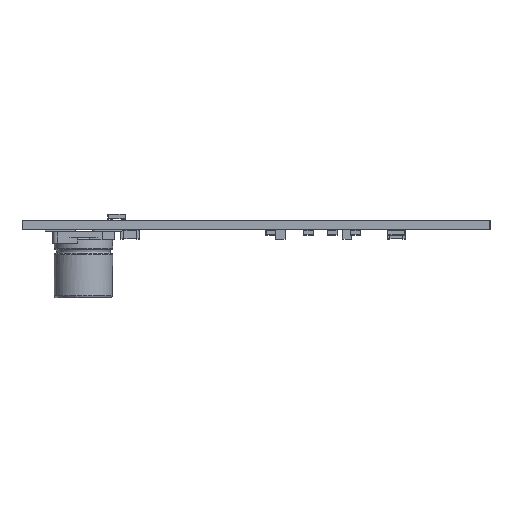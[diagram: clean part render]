
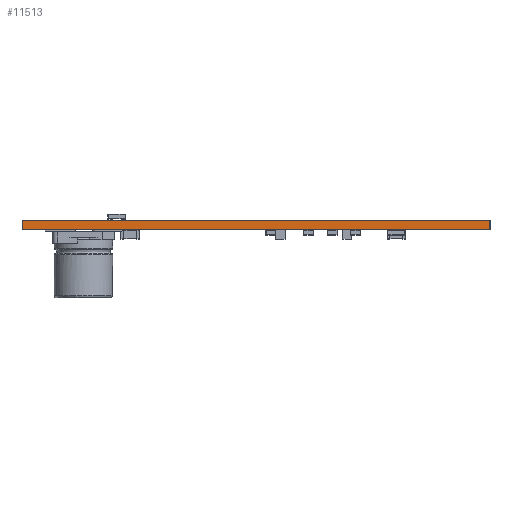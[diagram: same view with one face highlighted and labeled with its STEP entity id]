
A CAD part, left-side view. The second image highlights one B-rep face of the part: STEP entity #11513.
In plain terms, the highlighted planar face has unit normal (-1, 0, 0).
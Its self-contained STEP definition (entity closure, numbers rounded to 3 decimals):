
#11332 = PLANE('',#11333);
#11333 = AXIS2_PLACEMENT_3D('',#11334,#11335,#11336);
#11334 = CARTESIAN_POINT('',(176.2,-73.5,0.));
#11335 = DIRECTION('',(0.,-1.,0.));
#11336 = DIRECTION('',(-1.,0.,0.));
#11357 = VERTEX_POINT('',#11358);
#11358 = CARTESIAN_POINT('',(116.2,-73.5,0.8));
#11372 = PLANE('',#11373);
#11373 = AXIS2_PLACEMENT_3D('',#11374,#11375,#11376);
#11374 = CARTESIAN_POINT('',(176.2,-73.5,0.8));
#11375 = DIRECTION('',(0.,0.,-1.));
#11376 = DIRECTION('',(-1.,0.,0.));
#11384 = EDGE_CURVE('',#11385,#11357,#11387,.T.);
#11385 = VERTEX_POINT('',#11386);
#11386 = CARTESIAN_POINT('',(116.2,-73.5,0.));
#11387 = SURFACE_CURVE('',#11388,(#11392,#11399),.PCURVE_S1.);
#11388 = LINE('',#11389,#11390);
#11389 = CARTESIAN_POINT('',(116.2,-73.5,0.));
#11390 = VECTOR('',#11391,1.);
#11391 = DIRECTION('',(0.,0.,1.));
#11392 = PCURVE('',#11332,#11393);
#11393 = DEFINITIONAL_REPRESENTATION('',(#11394),#11398);
#11394 = LINE('',#11395,#11396);
#11395 = CARTESIAN_POINT('',(60.,0.));
#11396 = VECTOR('',#11397,1.);
#11397 = DIRECTION('',(0.,-1.));
#11398 = ( GEOMETRIC_REPRESENTATION_CONTEXT(2) 
PARAMETRIC_REPRESENTATION_CONTEXT() REPRESENTATION_CONTEXT('2D SPACE',''
  ) );
#11399 = PCURVE('',#11400,#11405);
#11400 = PLANE('',#11401);
#11401 = AXIS2_PLACEMENT_3D('',#11402,#11403,#11404);
#11402 = CARTESIAN_POINT('',(116.2,-73.5,0.));
#11403 = DIRECTION('',(1.,0.,0.));
#11404 = DIRECTION('',(0.,-1.,0.));
#11405 = DEFINITIONAL_REPRESENTATION('',(#11406),#11410);
#11406 = LINE('',#11407,#11408);
#11407 = CARTESIAN_POINT('',(0.,0.));
#11408 = VECTOR('',#11409,1.);
#11409 = DIRECTION('',(0.,-1.));
#11410 = ( GEOMETRIC_REPRESENTATION_CONTEXT(2) 
PARAMETRIC_REPRESENTATION_CONTEXT() REPRESENTATION_CONTEXT('2D SPACE',''
  ) );
#11426 = PLANE('',#11427);
#11427 = AXIS2_PLACEMENT_3D('',#11428,#11429,#11430);
#11428 = CARTESIAN_POINT('',(176.2,-73.5,0.));
#11429 = DIRECTION('',(0.,0.,-1.));
#11430 = DIRECTION('',(-1.,0.,0.));
#11459 = PLANE('',#11460);
#11460 = AXIS2_PLACEMENT_3D('',#11461,#11462,#11463);
#11461 = CARTESIAN_POINT('',(116.2,-113.5,0.));
#11462 = DIRECTION('',(0.,1.,0.));
#11463 = DIRECTION('',(1.,0.,0.));
#11513 = ADVANCED_FACE('',(#11514),#11400,.F.);
#11514 = FACE_BOUND('',#11515,.F.);
#11515 = EDGE_LOOP('',(#11516,#11517,#11540,#11563));
#11516 = ORIENTED_EDGE('',*,*,#11384,.T.);
#11517 = ORIENTED_EDGE('',*,*,#11518,.T.);
#11518 = EDGE_CURVE('',#11357,#11519,#11521,.T.);
#11519 = VERTEX_POINT('',#11520);
#11520 = CARTESIAN_POINT('',(116.2,-113.5,0.8));
#11521 = SURFACE_CURVE('',#11522,(#11526,#11533),.PCURVE_S1.);
#11522 = LINE('',#11523,#11524);
#11523 = CARTESIAN_POINT('',(116.2,-73.5,0.8));
#11524 = VECTOR('',#11525,1.);
#11525 = DIRECTION('',(0.,-1.,0.));
#11526 = PCURVE('',#11400,#11527);
#11527 = DEFINITIONAL_REPRESENTATION('',(#11528),#11532);
#11528 = LINE('',#11529,#11530);
#11529 = CARTESIAN_POINT('',(0.,-0.8));
#11530 = VECTOR('',#11531,1.);
#11531 = DIRECTION('',(1.,0.));
#11532 = ( GEOMETRIC_REPRESENTATION_CONTEXT(2) 
PARAMETRIC_REPRESENTATION_CONTEXT() REPRESENTATION_CONTEXT('2D SPACE',''
  ) );
#11533 = PCURVE('',#11372,#11534);
#11534 = DEFINITIONAL_REPRESENTATION('',(#11535),#11539);
#11535 = LINE('',#11536,#11537);
#11536 = CARTESIAN_POINT('',(60.,0.));
#11537 = VECTOR('',#11538,1.);
#11538 = DIRECTION('',(0.,-1.));
#11539 = ( GEOMETRIC_REPRESENTATION_CONTEXT(2) 
PARAMETRIC_REPRESENTATION_CONTEXT() REPRESENTATION_CONTEXT('2D SPACE',''
  ) );
#11540 = ORIENTED_EDGE('',*,*,#11541,.F.);
#11541 = EDGE_CURVE('',#11542,#11519,#11544,.T.);
#11542 = VERTEX_POINT('',#11543);
#11543 = CARTESIAN_POINT('',(116.2,-113.5,0.));
#11544 = SURFACE_CURVE('',#11545,(#11549,#11556),.PCURVE_S1.);
#11545 = LINE('',#11546,#11547);
#11546 = CARTESIAN_POINT('',(116.2,-113.5,0.));
#11547 = VECTOR('',#11548,1.);
#11548 = DIRECTION('',(0.,0.,1.));
#11549 = PCURVE('',#11400,#11550);
#11550 = DEFINITIONAL_REPRESENTATION('',(#11551),#11555);
#11551 = LINE('',#11552,#11553);
#11552 = CARTESIAN_POINT('',(40.,0.));
#11553 = VECTOR('',#11554,1.);
#11554 = DIRECTION('',(0.,-1.));
#11555 = ( GEOMETRIC_REPRESENTATION_CONTEXT(2) 
PARAMETRIC_REPRESENTATION_CONTEXT() REPRESENTATION_CONTEXT('2D SPACE',''
  ) );
#11556 = PCURVE('',#11459,#11557);
#11557 = DEFINITIONAL_REPRESENTATION('',(#11558),#11562);
#11558 = LINE('',#11559,#11560);
#11559 = CARTESIAN_POINT('',(0.,0.));
#11560 = VECTOR('',#11561,1.);
#11561 = DIRECTION('',(0.,-1.));
#11562 = ( GEOMETRIC_REPRESENTATION_CONTEXT(2) 
PARAMETRIC_REPRESENTATION_CONTEXT() REPRESENTATION_CONTEXT('2D SPACE',''
  ) );
#11563 = ORIENTED_EDGE('',*,*,#11564,.F.);
#11564 = EDGE_CURVE('',#11385,#11542,#11565,.T.);
#11565 = SURFACE_CURVE('',#11566,(#11570,#11577),.PCURVE_S1.);
#11566 = LINE('',#11567,#11568);
#11567 = CARTESIAN_POINT('',(116.2,-73.5,0.));
#11568 = VECTOR('',#11569,1.);
#11569 = DIRECTION('',(0.,-1.,0.));
#11570 = PCURVE('',#11400,#11571);
#11571 = DEFINITIONAL_REPRESENTATION('',(#11572),#11576);
#11572 = LINE('',#11573,#11574);
#11573 = CARTESIAN_POINT('',(0.,0.));
#11574 = VECTOR('',#11575,1.);
#11575 = DIRECTION('',(1.,0.));
#11576 = ( GEOMETRIC_REPRESENTATION_CONTEXT(2) 
PARAMETRIC_REPRESENTATION_CONTEXT() REPRESENTATION_CONTEXT('2D SPACE',''
  ) );
#11577 = PCURVE('',#11426,#11578);
#11578 = DEFINITIONAL_REPRESENTATION('',(#11579),#11583);
#11579 = LINE('',#11580,#11581);
#11580 = CARTESIAN_POINT('',(60.,0.));
#11581 = VECTOR('',#11582,1.);
#11582 = DIRECTION('',(0.,-1.));
#11583 = ( GEOMETRIC_REPRESENTATION_CONTEXT(2) 
PARAMETRIC_REPRESENTATION_CONTEXT() REPRESENTATION_CONTEXT('2D SPACE',''
  ) );
